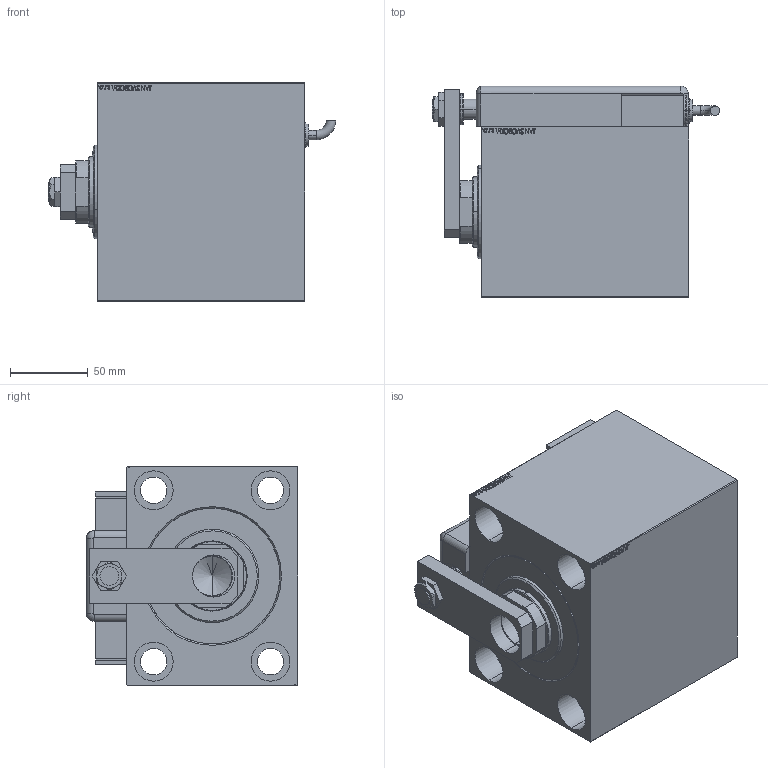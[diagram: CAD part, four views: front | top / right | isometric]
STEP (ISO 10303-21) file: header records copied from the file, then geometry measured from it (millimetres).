
FILE_DESCRIPTION (( 'STEP AP203' ), '1' );
FILE_NAME ('15eb.STEP', '2024-04-30T11:18:15', ( '' ), ( '' ), 'SwSTEP 2.0', 'SolidWorks 2019', '' );
FILE_SCHEMA (( 'CONFIG_CONTROL_DESIGN' ));
Length unit declared in the file: millimetre
Products named in the file (13): V450CM_VC_B b7f02a252c72150446c714510027ee01; KRYT b7f02a252c72150446c714510027ee01; V450CM_C_VCP b7f02a252c72150446c714510027ee01; SWITCH_Q_FRONT_BACK b7f02a252c72150446c714510027ee01; TYC b7f02a252c72150446c714510027ee01; NUT_D19 b7f02a252c72150446c714510027ee01; SWITCH Q b7f02a252c72150446c714510027ee01; V450CM_C_Body b7f02a252c72150446c714510027ee01; 15eb; SWITCH DIM A_G b7f02a252c72150446c714510027ee01; NUT_D13 b7f02a252c72150446c714510027ee01; ZARAZKA_Q b7f02a252c72150446c714510027ee01; MAGNETIC SWITCH Q b7f02a252c72150446c714510027ee01
Assembly tree (13 placements, depth 3):
  15eb
    V450CM_C_Body b7f02a252c72150446c714510027ee01
    V450CM_C_VCP b7f02a252c72150446c714510027ee01
    V450CM_VC_B b7f02a252c72150446c714510027ee01
    MAGNETIC SWITCH Q b7f02a252c72150446c714510027ee01
      SWITCH_Q_FRONT_BACK b7f02a252c72150446c714510027ee01
      TYC b7f02a252c72150446c714510027ee01
      ZARAZKA_Q b7f02a252c72150446c714510027ee01
      SWITCH DIM A_G b7f02a252c72150446c714510027ee01
      NUT_D19 b7f02a252c72150446c714510027ee01
      NUT_D13 b7f02a252c72150446c714510027ee01
      KRYT b7f02a252c72150446c714510027ee01
      SWITCH Q b7f02a252c72150446c714510027ee01  x2
Bounding box: 184.46 x 135.8 x 140 mm (x, y, z)
Volume: 1919498.8 mm3; surface area: 275302.9 mm2
Topology: 13 solids, 13 shells, 1246 faces, 3162 edges, 2087 vertices
Faces by surface type: plane 614, bspline 471, cylinder 115, cone 22, torus 22, sphere 2
Entity records: 59791 total; most frequent: CARTESIAN_POINT 32209, ORIENTED_EDGE 6128, DIRECTION 3870, EDGE_CURVE 3064, VERTEX_POINT 2027, LINE 1826, VECTOR 1826, EDGE_LOOP 1379
